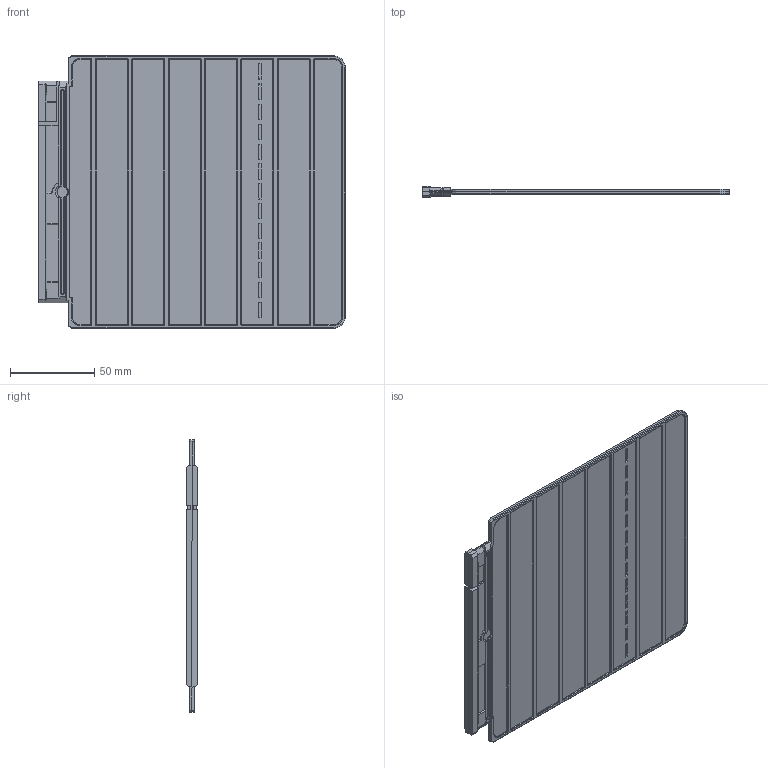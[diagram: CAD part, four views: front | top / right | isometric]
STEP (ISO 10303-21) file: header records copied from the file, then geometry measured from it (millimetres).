
FILE_DESCRIPTION(/* description */ (''),/* implementation_level */ '2;1');
FILE_NAME(/* name */ 'FILE_STP_CAD_DRAWING_3D_GLX909_prt.stp',/* time_stamp */ '2025-10-02T11:22:47+02:00',/* author */ (''),/* organization */ (''),/* preprocessor_version */ 'ST-DEVELOPER v20',/* originating_system */ 'SIEMENS PLM Software NX2406.8500',/* authorisation */ '');
FILE_SCHEMA (('AUTOMOTIVE_DESIGN { 1 0 10303 214 3 1 1 1 }'));
Length unit declared in the file: millimetre
Products named in the file (1): 3D_GLX909
Bounding box: 182.01 x 6.8 x 161.52 mm (x, y, z)
Surface area: 63252.6 mm2 (no closed solid volume)
Topology: 0 solids, 9 shells, 579 faces, 1785 edges, 1190 vertices
Faces by surface type: plane 247, cylinder 193, bspline 93, torus 22, sphere 9, extrusion 8, cone 7
Full cylindrical faces by diameter (mm): 2.5 x2
Entity records: 21581 total; most frequent: CARTESIAN_POINT 6166, DIRECTION 3206, ORIENTED_EDGE 2904, EDGE_CURVE 1774, VERTEX_POINT 1186, AXIS2_PLACEMENT_3D 1102, VECTOR 1002, LINE 994
